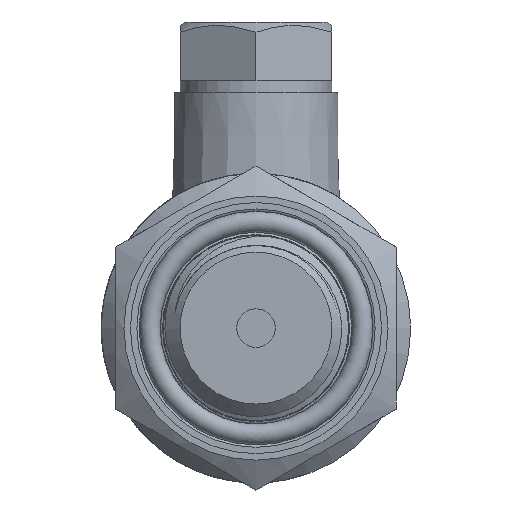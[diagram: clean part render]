
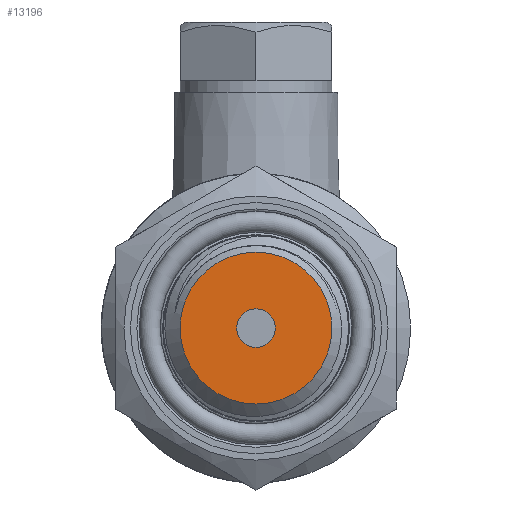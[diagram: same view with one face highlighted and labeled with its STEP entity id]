
A CAD part, left-side view. The second image highlights one B-rep face of the part: STEP entity #13196.
In plain terms, the highlighted planar face has unit normal (-1, 0, 0).
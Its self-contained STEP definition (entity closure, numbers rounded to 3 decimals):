
#1159=FACE_BOUND('',#3966,.T.);
#3184=FACE_OUTER_BOUND('',#3965,.T.);
#3965=EDGE_LOOP('',(#8950));
#3966=EDGE_LOOP('',(#8951));
#4796=CIRCLE('',#14051,6.5);
#4797=CIRCLE('',#14052,1.65);
#5365=VERTEX_POINT('',#19497);
#5366=VERTEX_POINT('',#19499);
#6796=EDGE_CURVE('',#5365,#5365,#4796,.T.);
#6797=EDGE_CURVE('',#5366,#5366,#4797,.T.);
#8950=ORIENTED_EDGE('',*,*,#6796,.T.);
#8951=ORIENTED_EDGE('',*,*,#6797,.T.);
#13019=PLANE('',#14050);
#13196=ADVANCED_FACE('',(#3184,#1159),#13019,.T.);
#14050=AXIS2_PLACEMENT_3D('',#19496,#15129,#15130);
#14051=AXIS2_PLACEMENT_3D('',#19498,#15131,#15132);
#14052=AXIS2_PLACEMENT_3D('',#19500,#15133,#15134);
#15129=DIRECTION('center_axis',(-1.,0.,0.));
#15130=DIRECTION('ref_axis',(0.,0.,1.));
#15131=DIRECTION('center_axis',(-1.,0.,0.));
#15132=DIRECTION('ref_axis',(0.,1.,0.));
#15133=DIRECTION('center_axis',(1.,0.,0.));
#15134=DIRECTION('ref_axis',(0.,0.,-1.));
#19496=CARTESIAN_POINT('Origin',(0.,8.,0.));
#19497=CARTESIAN_POINT('',(0.,-6.5,0.));
#19498=CARTESIAN_POINT('Origin',(0.,0.,0.));
#19499=CARTESIAN_POINT('',(0.,-1.65,0.));
#19500=CARTESIAN_POINT('Origin',(0.,0.,0.));
